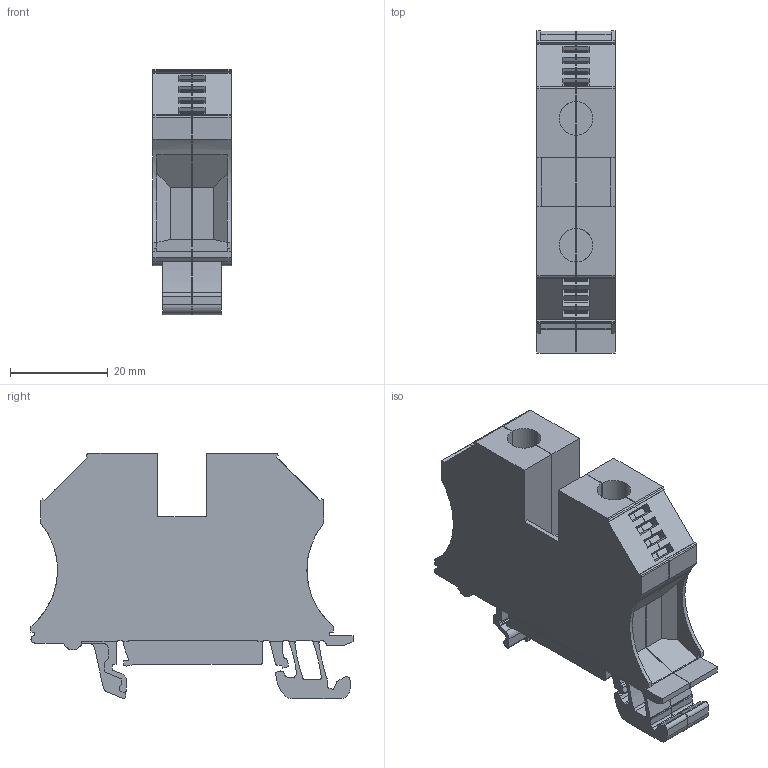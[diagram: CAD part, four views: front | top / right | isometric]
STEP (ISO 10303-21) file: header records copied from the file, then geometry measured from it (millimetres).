
FILE_DESCRIPTION(('CATIA V5R24 STEP','CAx-IF Rec.Pracs.--- Model Styling and Organization---1.2---2011-12-15'),'2;1');
FILE_NAME ('346365_1', '2017-10-27T08:31:12+00:00', ('Weidmueller Interface'), ('Weidmueller'), 'CATIA Version 5-6 Release 2014 SP4 HF52', 'CATIA V5 STEP AP214', 'none');
FILE_SCHEMA(('AUTOMOTIVE_DESIGN { 1 0 10303 214 1 1 1 1 }'));
Length unit declared in the file: millimetre
Products named in the file (1): v5-standard_part
Bounding box: 16 x 65.96 x 50.25 mm (x, y, z)
Volume: 29877.7 mm3; surface area: 14155 mm2
Topology: 1 solids, 1 shells, 568 faces, 1696 edges, 1130 vertices
Faces by surface type: plane 410, cylinder 157, extrusion 1
Entity records: 18801 total; most frequent: CARTESIAN_POINT 3571, ORIENTED_EDGE 3392, DIRECTION 2784, EDGE_CURVE 1696, VECTOR 1355, LINE 1354, VERTEX_POINT 1130, AXIS2_PLACEMENT_3D 870
